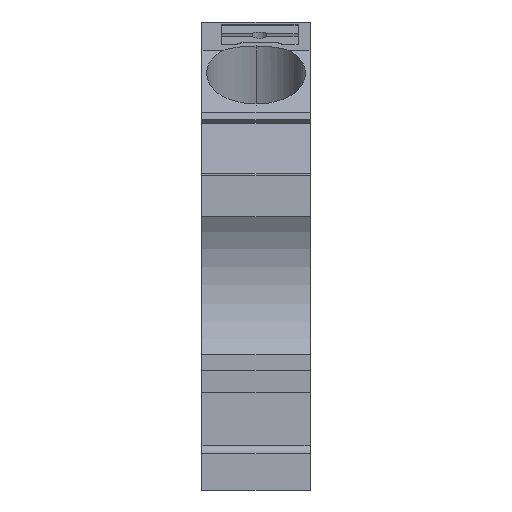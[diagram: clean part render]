
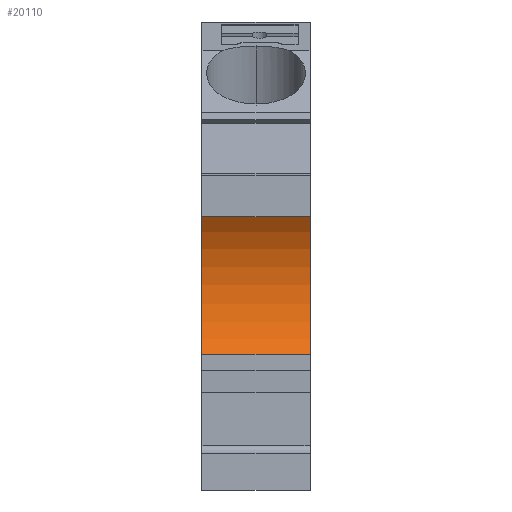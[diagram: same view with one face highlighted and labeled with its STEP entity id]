
A CAD part, front view. The second image highlights one B-rep face of the part: STEP entity #20110.
In plain terms, the highlighted cylindrical face has radius 13.2 mm (diameter 26.4 mm), a partial arc.
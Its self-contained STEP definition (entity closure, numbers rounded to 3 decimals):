
#2820=CARTESIAN_POINT('',(-42.504,30.95,
-54.67));
#2830=VERTEX_POINT('',#2820);
#2860=CARTESIAN_POINT('',(-53.189,23.2,
-54.67));
#2870=DIRECTION('',(0.,0.,-1.));
#2880=DIRECTION('',(1.,0.,0.));
#2890=AXIS2_PLACEMENT_3D('',#2860,#2870,#2880);
#2900=CIRCLE('',#2890,13.2);
#2910=CARTESIAN_POINT('',(-42.504,15.45,
-54.67));
#2920=VERTEX_POINT('',#2910);
#2930=EDGE_CURVE('',#2830,#2920,#2900,.T.);
#9580=CARTESIAN_POINT('',(-42.504,15.45,
-42.52));
#9590=VERTEX_POINT('',#9580);
#9620=CARTESIAN_POINT('',(-53.189,23.2,
-42.52));
#9630=DIRECTION('',(0.,0.,-1.));
#9640=DIRECTION('',(1.,0.,0.));
#9650=AXIS2_PLACEMENT_3D('',#9620,#9630,#9640);
#9660=CIRCLE('',#9650,13.2);
#9670=CARTESIAN_POINT('',(-42.504,30.95,
-42.52));
#9680=VERTEX_POINT('',#9670);
#9690=EDGE_CURVE('',#9680,#9590,#9660,.T.);
#19790=CARTESIAN_POINT('',(-42.504,30.95,
-54.67));
#19800=DIRECTION('',(0.,0.,-1.));
#19810=VECTOR('',#19800,1.);
#19820=LINE('',#19790,#19810);
#19830=EDGE_CURVE('',#9680,#2830,#19820,.T.);
#19950=CARTESIAN_POINT('',(-53.189,23.2,
-54.67));
#19960=DIRECTION('',(0.,0.,-1.));
#19970=DIRECTION('',(1.,0.,0.));
#19980=AXIS2_PLACEMENT_3D('',#19950,#19960,#19970);
#19990=CYLINDRICAL_SURFACE('',#19980,13.2);
#20000=ORIENTED_EDGE('',*,*,#19830,.T.);
#20010=ORIENTED_EDGE('',*,*,#9690,.F.);
#20020=CARTESIAN_POINT('',(-42.504,15.45,
-54.67));
#20030=DIRECTION('',(0.,0.,-1.));
#20040=VECTOR('',#20030,1.);
#20050=LINE('',#20020,#20040);
#20060=EDGE_CURVE('',#9590,#2920,#20050,.T.);
#20070=ORIENTED_EDGE('',*,*,#20060,.F.);
#20080=ORIENTED_EDGE('',*,*,#2930,.T.);
#20090=EDGE_LOOP('',(#20080,#20070,#20010,#20000));
#20100=FACE_OUTER_BOUND('',#20090,.T.);
#20110=ADVANCED_FACE('',(#20100),#19990,.F.);
